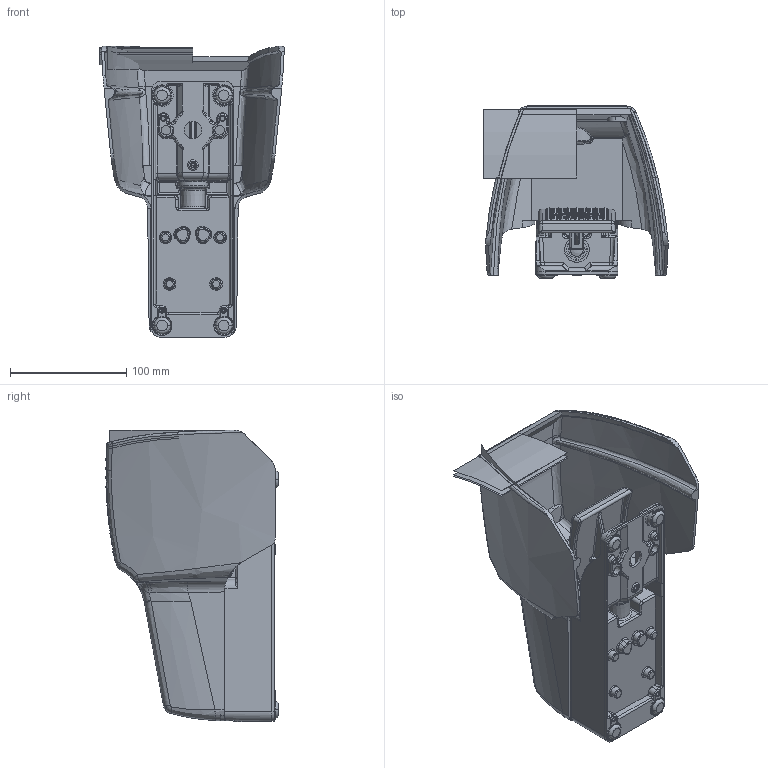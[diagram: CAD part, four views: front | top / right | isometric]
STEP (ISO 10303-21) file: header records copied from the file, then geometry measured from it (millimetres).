
FILE_DESCRIPTION((''),'2;1');
FILE_NAME('F1_STD_UN_ASM','2008-11-12T',('K.Herdt'),(''),'PRO/ENGINEER BY PARAMETRIC TECHNOLOGY CORPORATION, 2005070','PRO/ENGINEER BY PARAMETRIC TECHNOLOGY CORPORATION, 2005070','');
FILE_SCHEMA(('AUTOMOTIVE_DESIGN_CC2 { 1 2 10303 214 -1 1 5 2 }'));
Length unit declared in the file: millimetre
Products named in the file (16): 3003900162; 3148800106; 3003900140; 3311373073; 3535900070; 3515900143; 2640000035; 2640000003; 3652100002_AF0; 3916011320_ASM; 3515900149; 3548100074; SEEGER_H6; 3230750071; F_HAUBENSCHR; F1_STD_UN_ASM
Assembly tree (19 placements, depth 3):
  F1_STD_UN_ASM
    3003900162
    3148800106
    3003900140
    3311373073
    3916011320_ASM
      3535900070
      3515900143
      2640000035
      2640000003
      3652100002_AF0
    3515900149
    3548100074  x4
    SEEGER_H6  x2
    3230750071
    F_HAUBENSCHR
Bounding box: 158.51 x 148.5 x 250.96 mm (x, y, z)
Volume: 510340.5 mm3; surface area: 310654.8 mm2
Topology: 18 solids, 23 shells, 3707 faces, 8984 edges, 5617 vertices
Faces by surface type: plane 2126, cylinder 679, bspline 398, torus 283, cone 146, sphere 68, extrusion 7
Entity records: 156835 total; most frequent: CARTESIAN_POINT 46841, ORIENTED_EDGE 17730, DIRECTION 15927, PRESENTATION_STYLE_ASSIGNMENT 8895, STYLED_ITEM 8895, CURVE_STYLE 8876, EDGE_CURVE 8876, VECTOR 5815
